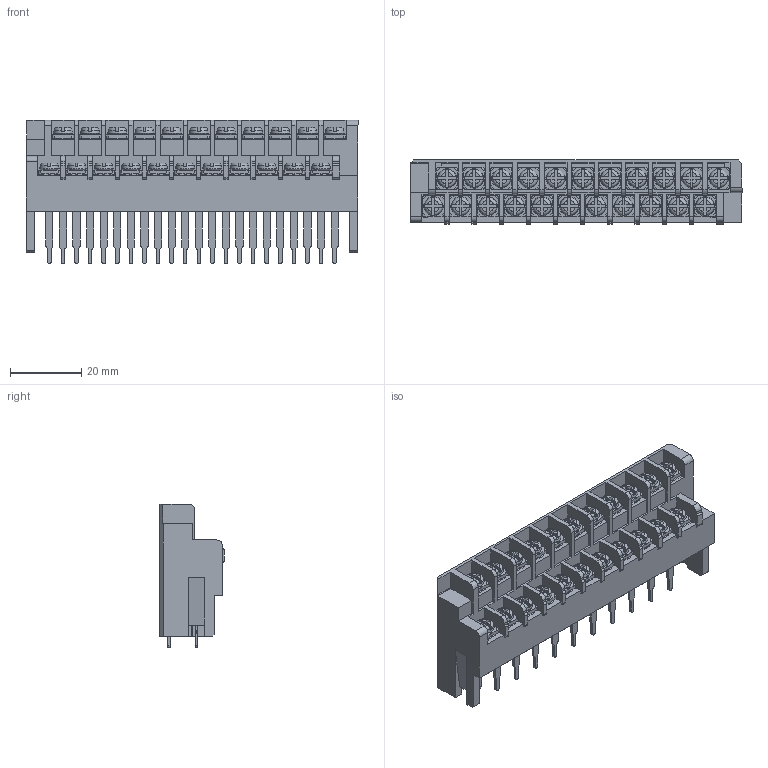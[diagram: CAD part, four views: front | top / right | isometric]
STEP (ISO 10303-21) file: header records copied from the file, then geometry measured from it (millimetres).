
FILE_DESCRIPTION( ('This file contains a STEP AP42 implementation' ,'as created by ZW3D STEP Interface translator.') ,'2;1' );
FILE_NAME( 'BH762-09-11-T-SM-S01.stp' ,'231117.134530', (''), ('ZWCAD Software Co.'), 'Version 1.0', 'ZW3D to STEP translator', '' );
FILE_SCHEMA(('AUTOMOTIVE_DESIGN { 1 0 10303 214 1 1 1 1 }'));
Length unit declared in the file: millimetre
Products named in the file (2): 0; BH762-09-11-T-SM-S01
Bounding box: 93.13 x 18 x 40.2 mm (x, y, z)
Surface area: 19616.5 mm2 (no closed solid volume)
Topology: 0 solids, 1 shells, 2518 faces, 7273 edges, 4889 vertices
Faces by surface type: plane 1306, cylinder 525, bspline 374, cone 209, torus 104
Full cylindrical faces by diameter (mm): 2.6 x22, 3.5 x22
Entity records: 106552 total; most frequent: CARTESIAN_POINT 40159, ORIENTED_EDGE 14540, DIRECTION 11475, EDGE_CURVE 7273, VERTEX_POINT 4889, VECTOR 4179, LINE 4179, AXIS2_PLACEMENT_3D 3648
